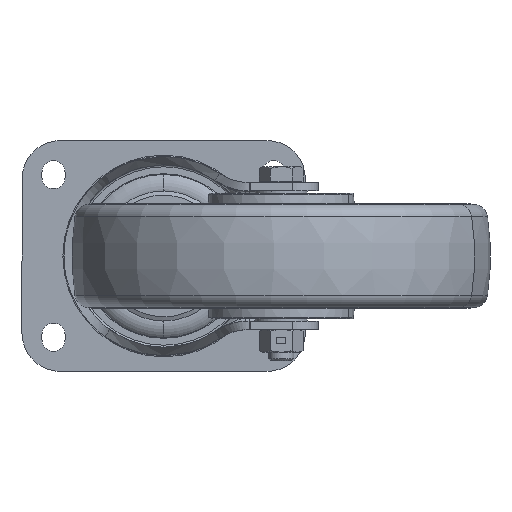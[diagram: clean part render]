
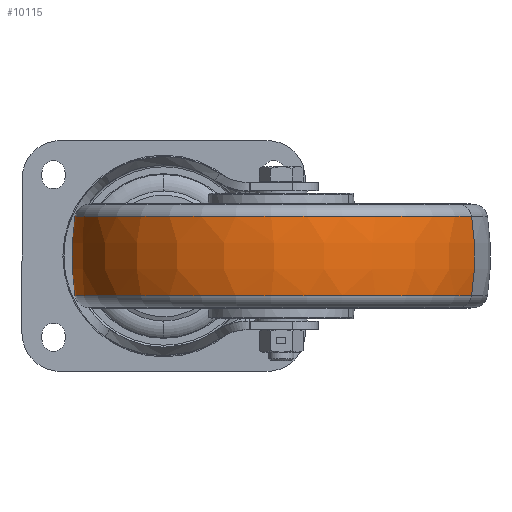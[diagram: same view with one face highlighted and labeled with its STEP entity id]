
A CAD part, front view. The second image highlights one B-rep face of the part: STEP entity #10115.
In plain terms, the highlighted toroidal (fillet/blend) face has major radius 10 mm and minor radius 110 mm.
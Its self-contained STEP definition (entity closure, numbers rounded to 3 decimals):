
#37 = AXIS2_PLACEMENT_3D ( 'NONE', #23811, #23738, #23663 ) ;
#254 = ORIENTED_EDGE ( 'NONE', *, *, #7524, .T. ) ;
#2040 = DIRECTION ( 'NONE',  ( 0.922, -0.388, 0. ) ) ;
#2776 = ORIENTED_EDGE ( 'NONE', *, *, #13245, .F. ) ;
#3162 = VERTEX_POINT ( 'NONE', #24248 ) ;
#3979 = FACE_OUTER_BOUND ( 'NONE', #13863, .T. ) ;
#4510 = AXIS2_PLACEMENT_3D ( 'NONE', #10293, #23624, #12198 ) ;
#4728 = CARTESIAN_POINT ( 'NONE',  ( -34.683, -106.872, -18.854 ) ) ;
#5507 = CARTESIAN_POINT ( 'NONE',  ( 146.683, -183.128, -18.854 ) ) ;
#5797 = CARTESIAN_POINT ( 'NONE',  ( 56., -145., 0. ) ) ;
#7347 = DIRECTION ( 'NONE',  ( 0.388, 0.922, 0. ) ) ;
#7524 = EDGE_CURVE ( 'NONE', #7666, #20283, #10401, .T. ) ;
#7650 = CARTESIAN_POINT ( 'NONE',  ( 46.782, -141.124, 0. ) ) ;
#7666 = VERTEX_POINT ( 'NONE', #4728 ) ;
#7723 = CIRCLE ( 'NONE', #4510, 98.372 ) ;
#9562 = DIRECTION ( 'NONE',  ( -0.922, 0.388, 0. ) ) ;
#10115 = ADVANCED_FACE ( 'NONE', ( #3979 ), #16799, .T. ) ;
#10157 = AXIS2_PLACEMENT_3D ( 'NONE', #7650, #20962, #9562 ) ;
#10293 = CARTESIAN_POINT ( 'NONE',  ( 56., -145., 18.854 ) ) ;
#10401 = CIRCLE ( 'NONE', #37, 98.372 ) ;
#12198 = DIRECTION ( 'NONE',  ( 0.922, -0.388, 0. ) ) ;
#13245 = EDGE_CURVE ( 'NONE', #7666, #3162, #20085, .T. ) ;
#13439 = DIRECTION ( 'NONE',  ( 0., 0., 1. ) ) ;
#13863 = EDGE_LOOP ( 'NONE', ( #2776, #254, #21202, #14987 ) ) ;
#14765 = EDGE_CURVE ( 'NONE', #3162, #22544, #7723, .T. ) ;
#14860 = AXIS2_PLACEMENT_3D ( 'NONE', #18769, #7347, #20691 ) ;
#14987 = ORIENTED_EDGE ( 'NONE', *, *, #14765, .F. ) ;
#16608 = CIRCLE ( 'NONE', #10157, 110. ) ;
#16799 = TOROIDAL_SURFACE ( 'NONE', #16811, -10., 110. ) ;
#16811 = AXIS2_PLACEMENT_3D ( 'NONE', #5797, #13439, #2040 ) ;
#18769 = CARTESIAN_POINT ( 'NONE',  ( 65.218, -148.876, 0. ) ) ;
#20085 = CIRCLE ( 'NONE', #14860, 110. ) ;
#20164 = CARTESIAN_POINT ( 'NONE',  ( 146.683, -183.128, 18.854 ) ) ;
#20283 = VERTEX_POINT ( 'NONE', #5507 ) ;
#20691 = DIRECTION ( 'NONE',  ( 0.922, -0.388, 0. ) ) ;
#20962 = DIRECTION ( 'NONE',  ( -0.388, -0.922, 0. ) ) ;
#21202 = ORIENTED_EDGE ( 'NONE', *, *, #22723, .T. ) ;
#22544 = VERTEX_POINT ( 'NONE', #20164 ) ;
#22723 = EDGE_CURVE ( 'NONE', #20283, #22544, #16608, .T. ) ;
#23624 = DIRECTION ( 'NONE',  ( 0., 0., 1. ) ) ;
#23663 = DIRECTION ( 'NONE',  ( 0.922, -0.388, 0. ) ) ;
#23738 = DIRECTION ( 'NONE',  ( 0., 0., 1. ) ) ;
#23811 = CARTESIAN_POINT ( 'NONE',  ( 56., -145., -18.854 ) ) ;
#24248 = CARTESIAN_POINT ( 'NONE',  ( -34.683, -106.872, 18.854 ) ) ;
